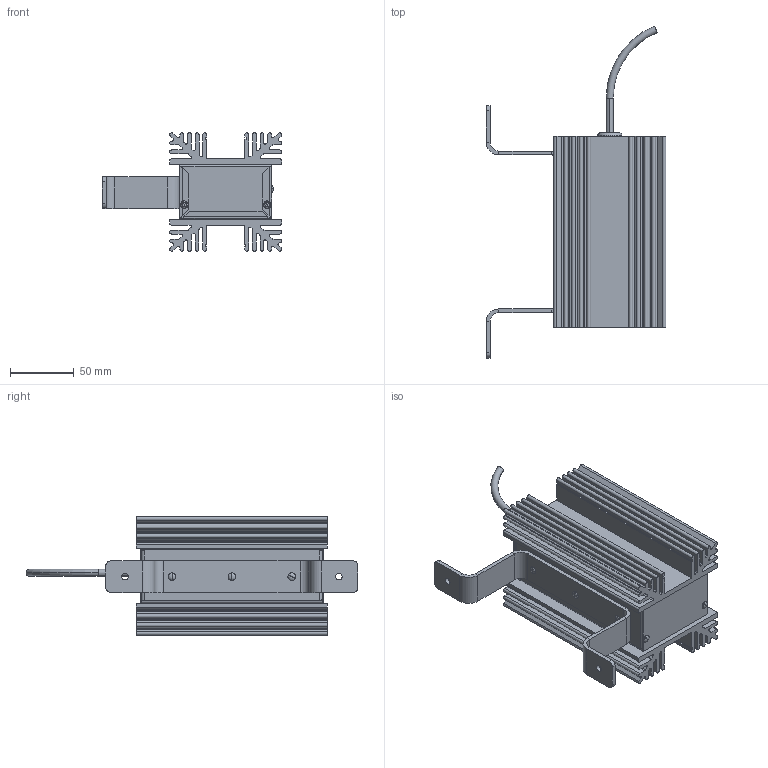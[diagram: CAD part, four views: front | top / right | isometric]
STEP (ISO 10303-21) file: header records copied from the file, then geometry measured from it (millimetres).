
FILE_DESCRIPTION (( 'STEP AP203' ), '1' );
FILE_NAME ('Super-Maxi-AL.STEP', '2011-11-15T09:13:36', ( 'Achter Elektronik' ), ( 'Achter Elektronik' ), 'SwSTEP 2.0', 'SolidWorks 2011', '' );
FILE_SCHEMA (( 'CONFIG_CONTROL_DESIGN' ));
Length unit declared in the file: millimetre
Products named in the file (11): Super-Maxi-AL; Niete3,0x10_Default; Niete3,2x6_Default; Kabelstück_Default; Heyco-1217-1218_1217; INT40.0013_KKmaxi_Default; INT40.0018_VTmaxi-AL_Default; INT40.0036_BüSupermaxi_Default; INT40.0039_Ublech25120_Default; INT40.0037_KKsupermaxi_Default; INT40.0038_RWsupermaxi_Default
Assembly tree (15 placements, depth 2):
  Super-Maxi-AL
    Heyco-1217-1218_1217
    Niete3,0x10_Default  x3
    Niete3,2x6_Default  x4
    INT40.0039_Ublech25120_Default
    INT40.0038_RWsupermaxi_Default
    Kabelstück_Default
    INT40.0018_VTmaxi-AL_Default
    INT40.0036_BüSupermaxi_Default
    INT40.0013_KKmaxi_Default
    INT40.0037_KKsupermaxi_Default
Bounding box: 141.01 x 260.68 x 93 mm (x, y, z)
Volume: 399537.6 mm3; surface area: 271704.4 mm2
Topology: 15 solids, 15 shells, 578 faces, 1509 edges, 937 vertices
Faces by surface type: cylinder 256, plane 252, torus 47, bspline 14, cone 9
Entity records: 18560 total; most frequent: CARTESIAN_POINT 3901, DIRECTION 2871, ORIENTED_EDGE 2754, EDGE_CURVE 1377, AXIS2_PLACEMENT_3D 1015, VERTEX_POINT 877, VECTOR 841, LINE 841
